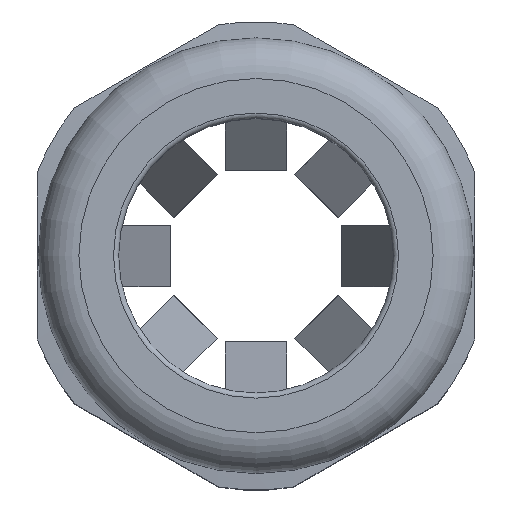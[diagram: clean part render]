
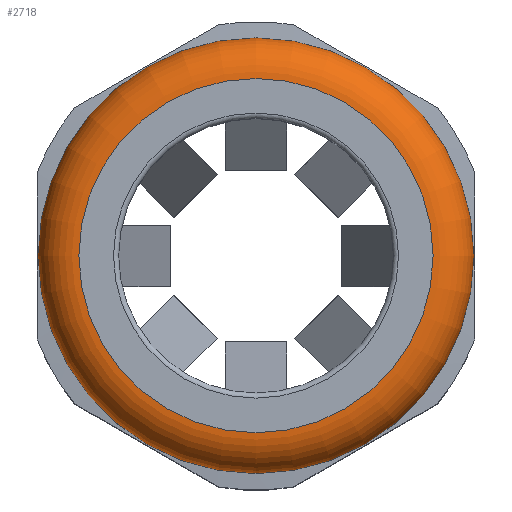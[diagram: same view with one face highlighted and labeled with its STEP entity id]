
A CAD part, top view. The second image highlights one B-rep face of the part: STEP entity #2718.
In plain terms, the highlighted toroidal (fillet/blend) face has major radius 17.4 mm and minor radius 4 mm.
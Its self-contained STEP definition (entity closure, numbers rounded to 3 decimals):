
#42=TOROIDAL_SURFACE('',#2914,17.4,4.);
#58=FACE_BOUND('',#359,.T.);
#189=FACE_OUTER_BOUND('',#358,.T.);
#358=EDGE_LOOP('',(#2155));
#359=EDGE_LOOP('',(#2156));
#488=CIRCLE('',#2911,17.4);
#490=CIRCLE('',#2915,21.4);
#1243=VERTEX_POINT('',#4187);
#1245=VERTEX_POINT('',#4193);
#1570=EDGE_CURVE('',#1243,#1243,#488,.T.);
#1572=EDGE_CURVE('',#1245,#1245,#490,.T.);
#2155=ORIENTED_EDGE('',*,*,#1572,.F.);
#2156=ORIENTED_EDGE('',*,*,#1570,.T.);
#2718=ADVANCED_FACE('',(#189,#58),#42,.T.);
#2911=AXIS2_PLACEMENT_3D('',#4188,#3418,#3419);
#2914=AXIS2_PLACEMENT_3D('',#4192,#3424,#3425);
#2915=AXIS2_PLACEMENT_3D('',#4194,#3426,#3427);
#3418=DIRECTION('center_axis',(0.,0.,-1.));
#3419=DIRECTION('ref_axis',(-1.,0.,0.));
#3424=DIRECTION('center_axis',(0.,0.,-1.));
#3425=DIRECTION('ref_axis',(-1.,0.,0.));
#3426=DIRECTION('center_axis',(0.,0.,-1.));
#3427=DIRECTION('ref_axis',(-1.,0.,0.));
#4187=CARTESIAN_POINT('',(-17.4,0.,41.));
#4188=CARTESIAN_POINT('Origin',(0.,0.,41.));
#4192=CARTESIAN_POINT('Origin',(0.,0.,37.));
#4193=CARTESIAN_POINT('',(-21.4,0.,37.));
#4194=CARTESIAN_POINT('Origin',(0.,0.,37.));
